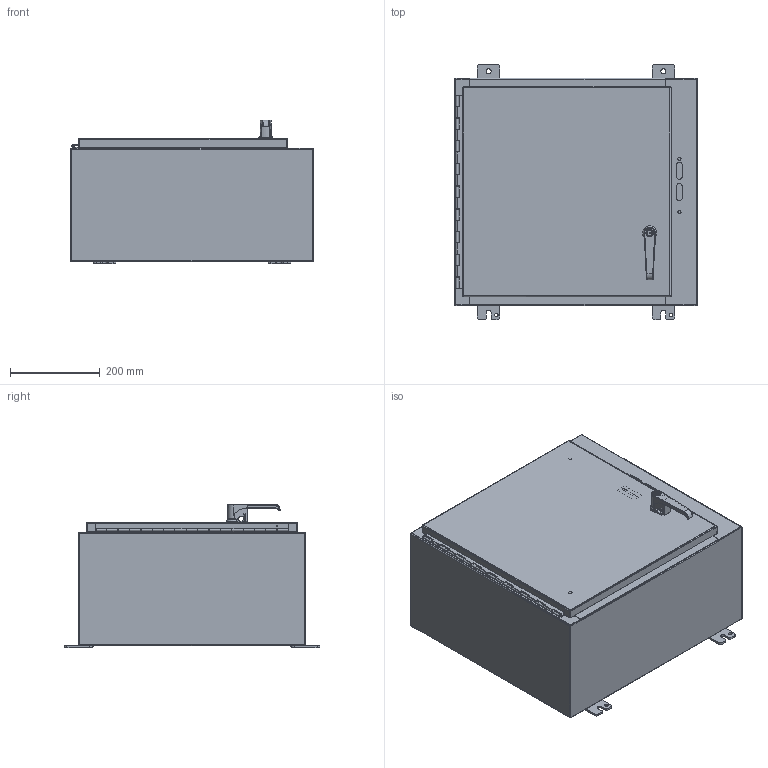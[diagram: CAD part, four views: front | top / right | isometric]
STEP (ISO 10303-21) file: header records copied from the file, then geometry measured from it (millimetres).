
FILE_DESCRIPTION (( 'STEP AP214' ), '1' );
FILE_NAME ('SDN12202110PL.STEP', '2020-03-06T12:54:39', ( '' ), ( '' ), 'SwSTEP 2.0', 'SolidWorks 2019', '' );
FILE_SCHEMA (( 'AUTOMOTIVE_DESIGN' ));
Length unit declared in the file: inch
Products named in the file (1): SDN12202110PL
Bounding box: 543.05 x 571.5 x 321.3 mm (x, y, z)
Volume: 2395181.7 mm3; surface area: 2503153.2 mm2
Topology: 49 solids, 49 shells, 1511 faces, 3740 edges, 2378 vertices
Faces by surface type: plane 770, cylinder 513, bspline 131, cone 85, torus 12
Full cylindrical faces by diameter (mm): 2.6 x1, 2.921 x2, 3.048 x25, 3.683 x4, 3.962 x2, 4.25 x1, 4.826 x4, 4.978 x2, 5 x3, 5.1 x1, 5.359 x2, 5.5 x1, 5.6 x1, 5.715 x4, 5.8 x1, 6.35 x3, 7.137 x2, 7.62 x4, 7.798 x1, 7.937 x2, 7.95 x4, 8.128 x3, 8.382 x10, 8.4 x3, 8.56 x1, 8.65 x1, 9.474 x2, 9.525 x1, 10.897 x1, 11.112 x3
Entity records: 72069 total; most frequent: CARTESIAN_POINT 17704, ORIENTED_EDGE 6976, DIRECTION 6791, EDGE_CURVE 3488, AXIS2_PLACEMENT_3D 2412, VERTEX_POINT 2324, VECTOR 1967, LINE 1967
